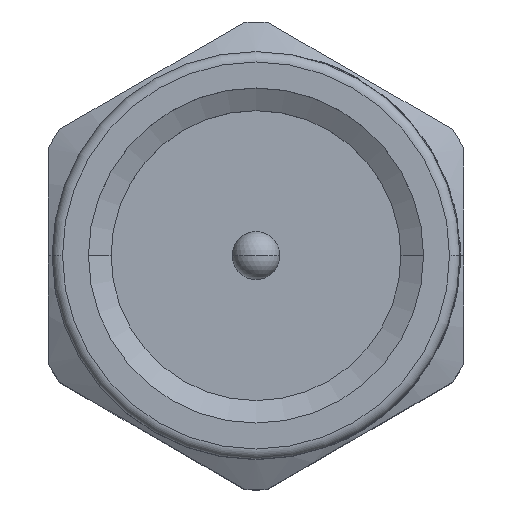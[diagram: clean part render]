
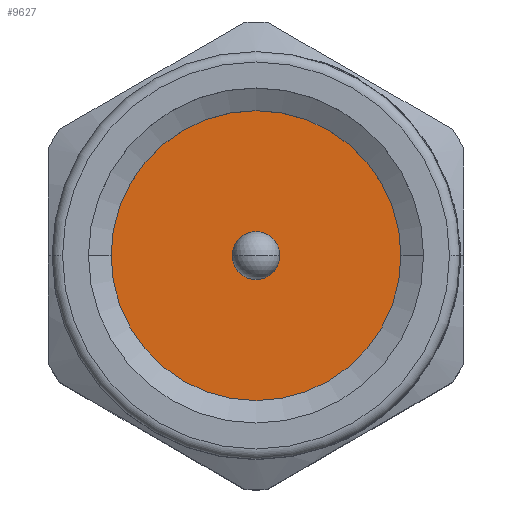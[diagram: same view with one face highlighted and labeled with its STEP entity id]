
A CAD part, top view. The second image highlights one B-rep face of the part: STEP entity #9627.
In plain terms, the highlighted planar face has unit normal (0, 0, 1).
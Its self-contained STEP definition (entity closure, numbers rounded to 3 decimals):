
#178 = DIRECTION ( 'NONE',  ( 0., 1., 0. ) ) ;
#1527 = EDGE_CURVE ( 'NONE', #16423, #15191, #6184, .T. ) ;
#1603 = CARTESIAN_POINT ( 'NONE',  ( 2.79, 0., 0.747 ) ) ;
#1848 = EDGE_LOOP ( 'NONE', ( #7931, #6894 ) ) ;
#1914 = DIRECTION ( 'NONE',  ( 0., 0., 1. ) ) ;
#2088 = AXIS2_PLACEMENT_3D ( 'NONE', #9495, #1914, #10798 ) ;
#2626 = AXIS2_PLACEMENT_3D ( 'NONE', #8979, #10281, #5982 ) ;
#2898 = DIRECTION ( 'NONE',  ( 0., 1., 0. ) ) ;
#4053 = EDGE_LOOP ( 'NONE', ( #9705, #11820 ) ) ;
#4105 = PLANE ( 'NONE',  #5367 ) ;
#4440 = CIRCLE ( 'NONE', #14924, 2.79 ) ;
#4890 = CARTESIAN_POINT ( 'NONE',  ( 0., 0.46, 0.747 ) ) ;
#5197 = CARTESIAN_POINT ( 'NONE',  ( -2.79, 0., 0.747 ) ) ;
#5367 = AXIS2_PLACEMENT_3D ( 'NONE', #15527, #10495, #2898 ) ;
#5660 = AXIS2_PLACEMENT_3D ( 'NONE', #15338, #7746, #178 ) ;
#5982 = DIRECTION ( 'NONE',  ( 0., 1., 0. ) ) ;
#6184 = CIRCLE ( 'NONE', #2626, 0.46 ) ;
#6335 = CARTESIAN_POINT ( 'NONE',  ( 0., 0., 0.747 ) ) ;
#6894 = ORIENTED_EDGE ( 'NONE', *, *, #13423, .T. ) ;
#7628 = DIRECTION ( 'NONE',  ( 0., 1., 0. ) ) ;
#7746 = DIRECTION ( 'NONE',  ( 0., 0., 1. ) ) ;
#7931 = ORIENTED_EDGE ( 'NONE', *, *, #8293, .T. ) ;
#8293 = EDGE_CURVE ( 'NONE', #11689, #11621, #4440, .T. ) ;
#8979 = CARTESIAN_POINT ( 'NONE',  ( 0., 0., 0.747 ) ) ;
#9208 = FACE_BOUND ( 'NONE', #4053, .T. ) ;
#9278 = CIRCLE ( 'NONE', #2088, 2.79 ) ;
#9495 = CARTESIAN_POINT ( 'NONE',  ( 0., 0., 0.747 ) ) ;
#9627 = ADVANCED_FACE ( 'NONE', ( #16374, #9208 ), #4105, .F. ) ;
#9705 = ORIENTED_EDGE ( 'NONE', *, *, #12107, .F. ) ;
#10281 = DIRECTION ( 'NONE',  ( 0., 0., 1. ) ) ;
#10495 = DIRECTION ( 'NONE',  ( 0., 0., -1. ) ) ;
#10610 = CARTESIAN_POINT ( 'NONE',  ( 0., -0.46, 0.747 ) ) ;
#10798 = DIRECTION ( 'NONE',  ( 0., 1., 0. ) ) ;
#11621 = VERTEX_POINT ( 'NONE', #5197 ) ;
#11655 = CIRCLE ( 'NONE', #5660, 0.46 ) ;
#11689 = VERTEX_POINT ( 'NONE', #1603 ) ;
#11820 = ORIENTED_EDGE ( 'NONE', *, *, #1527, .F. ) ;
#12107 = EDGE_CURVE ( 'NONE', #15191, #16423, #11655, .T. ) ;
#13423 = EDGE_CURVE ( 'NONE', #11621, #11689, #9278, .T. ) ;
#14924 = AXIS2_PLACEMENT_3D ( 'NONE', #6335, #15237, #7628 ) ;
#15191 = VERTEX_POINT ( 'NONE', #10610 ) ;
#15237 = DIRECTION ( 'NONE',  ( 0., 0., 1. ) ) ;
#15338 = CARTESIAN_POINT ( 'NONE',  ( 0., 0., 0.747 ) ) ;
#15527 = CARTESIAN_POINT ( 'NONE',  ( 0., 0., 0.747 ) ) ;
#16374 = FACE_OUTER_BOUND ( 'NONE', #1848, .T. ) ;
#16423 = VERTEX_POINT ( 'NONE', #4890 ) ;
